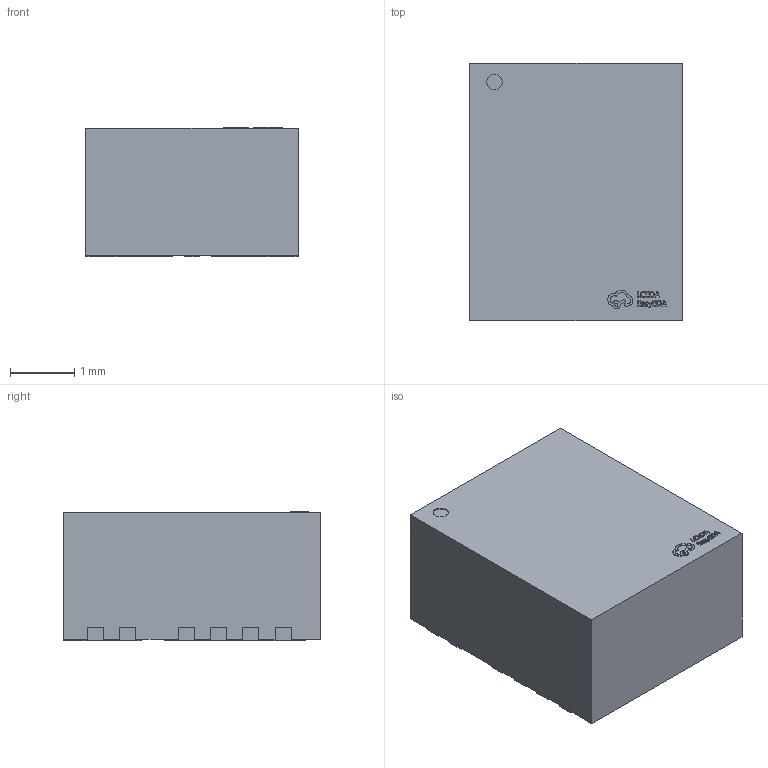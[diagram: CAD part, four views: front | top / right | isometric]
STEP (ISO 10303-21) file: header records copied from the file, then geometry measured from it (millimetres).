
FILE_DESCRIPTION (( 'STEP AP214' ), '1' );
FILE_NAME ('QFN-7_L4.0-W3.3_TPSM863257RDXR.STEP', '2023-12-13T13:36:13', ( '' ), ( '' ), 'SwSTEP 2.0', 'SolidWorks 2020', '' );
FILE_SCHEMA (( 'AUTOMOTIVE_DESIGN' ));
Length unit declared in the file: millimetre
Products named in the file (1): QFN-7_L4.0-W3.3_TPSM863257RDXR
Bounding box: 3.3 x 4 x 2.01 mm (x, y, z)
Volume: 26.3 mm3; surface area: 56 mm2
Topology: 1 solids, 1 shells, 355 faces, 996 edges, 664 vertices
Faces by surface type: plane 248, bspline 98, cylinder 9
Entity records: 15759 total; most frequent: CARTESIAN_POINT 3322, ORIENTED_EDGE 1992, DIRECTION 1330, EDGE_CURVE 996, LINE 778, VECTOR 778, VERTEX_POINT 664, EDGE_LOOP 376
